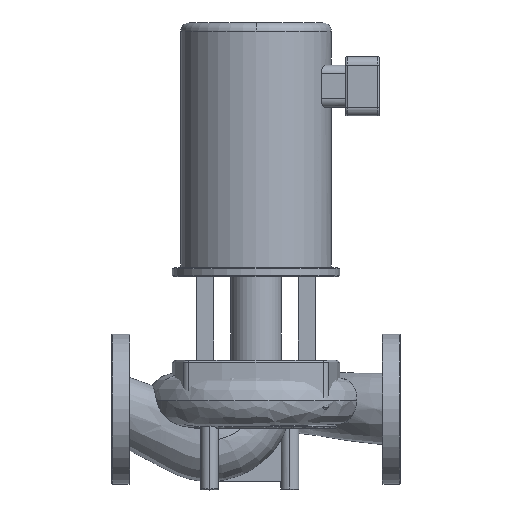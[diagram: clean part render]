
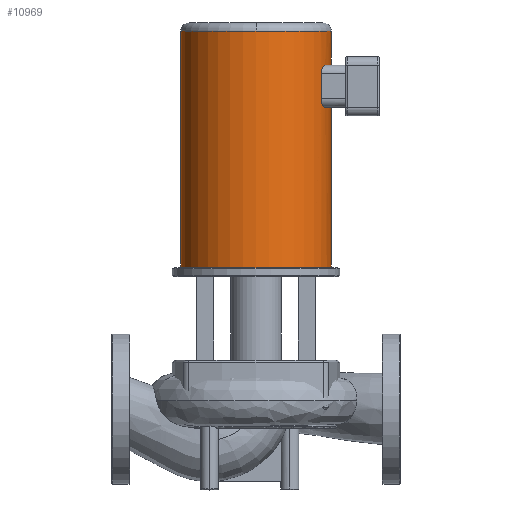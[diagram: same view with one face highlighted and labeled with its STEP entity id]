
A CAD part, top view. The second image highlights one B-rep face of the part: STEP entity #10969.
In plain terms, the highlighted cylindrical face has radius 88.9 mm (diameter 177.8 mm), a partial arc.
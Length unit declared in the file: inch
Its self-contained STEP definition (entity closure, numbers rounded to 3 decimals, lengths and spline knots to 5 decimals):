
#9821=CARTESIAN_POINT('',(10.25,6.58268,0.0));
#9822=VERTEX_POINT('',#9821);
#9823=CARTESIAN_POINT('',(10.25,14.06299,0.0));
#9824=VERTEX_POINT('',#9823);
#9825=CARTESIAN_POINT('',(10.25,6.58268,0.0));
#9826=DIRECTION('',(0.0,1.0,0.0));
#9827=VECTOR('',#9826,7.48031);
#9828=LINE('',#9825,#9827);
#9829=EDGE_CURVE('',#9822,#9824,#9828,.T.);
#9831=CARTESIAN_POINT('',(3.25,6.58268,0.));
#9832=VERTEX_POINT('',#9831);
#9840=CARTESIAN_POINT('',(3.25,17.6063,0.));
#9841=VERTEX_POINT('',#9840);
#9842=CARTESIAN_POINT('',(3.25,6.58268,0.));
#9843=DIRECTION('',(0.0,1.0,0.0));
#9844=VECTOR('',#9843,11.02362);
#9845=LINE('',#9842,#9844);
#9846=EDGE_CURVE('',#9832,#9841,#9845,.T.);
#9857=CARTESIAN_POINT('',(10.25,17.6063,0.));
#9858=VERTEX_POINT('',#9857);
#9866=CARTESIAN_POINT('',(10.25,16.0315,0.0));
#9867=VERTEX_POINT('',#9866);
#9868=CARTESIAN_POINT('',(10.25,16.0315,0.0));
#9869=DIRECTION('',(0.0,1.0,0.0));
#9870=VECTOR('',#9869,1.5748);
#9871=LINE('',#9868,#9870);
#9872=EDGE_CURVE('',#9867,#9858,#9871,.T.);
#9935=CARTESIAN_POINT('',(6.75,17.6063,3.5));
#9936=VERTEX_POINT('',#9935);
#9937=CARTESIAN_POINT('',(6.75,17.6063,0.0));
#9938=DIRECTION('',(0.0,1.0,0.0));
#9939=DIRECTION('',(-1.0,0.0,0.0));
#9940=AXIS2_PLACEMENT_3D('',#9937,#9938,#9939);
#9941=CIRCLE('',#9940,3.5);
#9942=EDGE_CURVE('',#9841,#9936,#9941,.T.);
#10662=CARTESIAN_POINT('',(9.97652,16.0315,1.3563));
#10663=VERTEX_POINT('',#10662);
#10664=CARTESIAN_POINT('',(9.78109,15.6378,1.75));
#10665=VERTEX_POINT('',#10664);
#10666=CARTESIAN_POINT('',(9.79779,15.48887,1.72075));
#10667=CARTESIAN_POINT('',(9.78687,15.53622,1.7401));
#10668=CARTESIAN_POINT('',(9.78109,15.58834,1.75));
#10669=CARTESIAN_POINT('',(9.78109,15.6378,1.75));
#10670=CARTESIAN_POINT('',(9.78109,15.68725,1.75));
#10671=CARTESIAN_POINT('',(9.78687,15.73937,1.7401));
#10672=CARTESIAN_POINT('',(9.80872,15.83407,1.7014));
#10673=CARTESIAN_POINT('',(9.82467,15.87671,1.67265));
#10674=CARTESIAN_POINT('',(9.86069,15.94754,1.60476));
#10675=CARTESIAN_POINT('',(9.88376,15.97916,1.55965));
#10676=CARTESIAN_POINT('',(9.93104,16.02115,1.46082));
#10677=CARTESIAN_POINT('',(9.95518,16.0315,1.40706));
#10678=CARTESIAN_POINT('',(9.99702,16.0315,1.30755));
#10679=CARTESIAN_POINT('',(10.01777,16.02188,1.25476));
#10680=CARTESIAN_POINT('',(10.03581,16.00151,1.20559));
#10681=B_SPLINE_CURVE_WITH_KNOTS('',3,(#10666,#10667,#10668,#10669,#10670,#10671,#10672,#10673,#10674,#10675,#10676,#10677,#10678,#10679,#10680),.UNSPECIFIED.,.F.,.U.,(4,3,2,2,2,2,4),(-0.37685,0.0,0.37685,0.7537,1.17331,1.59292,1.99587),.UNSPECIFIED.);
#10682=EDGE_CURVE('',#10663,#10665,#10681,.F.);
#10706=CARTESIAN_POINT('',(9.78109,14.45669,1.75));
#10707=VERTEX_POINT('',#10706);
#10708=CARTESIAN_POINT('',(9.78109,14.45669,1.75));
#10709=DIRECTION('',(0.0,1.0,0.0));
#10710=VECTOR('',#10709,1.1811);
#10711=LINE('',#10708,#10710);
#10712=EDGE_CURVE('',#10707,#10665,#10711,.T.);
#10768=CARTESIAN_POINT('',(9.97652,14.06299,1.3563));
#10769=VERTEX_POINT('',#10768);
#10770=CARTESIAN_POINT('',(10.03581,14.09298,1.20559));
#10771=CARTESIAN_POINT('',(10.01777,14.07261,1.25476));
#10772=CARTESIAN_POINT('',(9.99702,14.06299,1.30755));
#10773=CARTESIAN_POINT('',(9.95518,14.06299,1.40706));
#10774=CARTESIAN_POINT('',(9.93104,14.07334,1.46082));
#10775=CARTESIAN_POINT('',(9.88376,14.11533,1.55965));
#10776=CARTESIAN_POINT('',(9.86069,14.14695,1.60476));
#10777=CARTESIAN_POINT('',(9.82467,14.21778,1.67265));
#10778=CARTESIAN_POINT('',(9.80872,14.26042,1.7014));
#10779=CARTESIAN_POINT('',(9.78687,14.35512,1.7401));
#10780=CARTESIAN_POINT('',(9.78109,14.40724,1.75));
#10781=CARTESIAN_POINT('',(9.78109,14.45669,1.75));
#10782=CARTESIAN_POINT('',(9.78109,14.50615,1.75));
#10783=CARTESIAN_POINT('',(9.78687,14.55827,1.7401));
#10784=CARTESIAN_POINT('',(9.79779,14.60562,1.72075));
#10785=B_SPLINE_CURVE_WITH_KNOTS('',3,(#10770,#10771,#10772,#10773,#10774,#10775,#10776,#10777,#10778,#10779,#10780,#10781,#10782,#10783,#10784),.UNSPECIFIED.,.F.,.U.,(4,2,2,2,2,3,4),(-1.99587,-1.59292,-1.17331,-0.7537,-0.37685,0.0,0.37685),.UNSPECIFIED.);
#10786=EDGE_CURVE('',#10707,#10769,#10785,.F.);
#10807=CARTESIAN_POINT('',(6.75,14.06299,0.0));
#10808=DIRECTION('',(0.0,-1.0,0.0));
#10809=DIRECTION('',(1.0,0.0,0.0));
#10810=AXIS2_PLACEMENT_3D('',#10807,#10808,#10809);
#10811=CIRCLE('',#10810,3.5);
#10812=EDGE_CURVE('',#9824,#10769,#10811,.T.);
#10890=CARTESIAN_POINT('',(6.75,16.0315,0.0));
#10891=DIRECTION('',(0.0,1.0,0.0));
#10892=DIRECTION('',(1.0,0.0,0.0));
#10893=AXIS2_PLACEMENT_3D('',#10890,#10891,#10892);
#10894=CIRCLE('',#10893,3.5);
#10895=EDGE_CURVE('',#10663,#9867,#10894,.T.);
#10923=CARTESIAN_POINT('',(6.75,17.6063,0.0));
#10924=DIRECTION('',(0.0,1.0,0.0));
#10925=DIRECTION('',(-1.0,0.0,0.0));
#10926=AXIS2_PLACEMENT_3D('',#10923,#10924,#10925);
#10927=CIRCLE('',#10926,3.5);
#10928=EDGE_CURVE('',#9936,#9858,#10927,.T.);
#10945=CARTESIAN_POINT('',(6.75,12.29134,0.0));
#10946=DIRECTION('',(0.,-1.0,0.0));
#10947=DIRECTION('',(1.0,0.0,0.0));
#10948=AXIS2_PLACEMENT_3D('',#10945,#10946,#10947);
#10949=CYLINDRICAL_SURFACE('',#10948,3.5);
#10950=ORIENTED_EDGE('',*,*,#9829,.T.);
#10951=ORIENTED_EDGE('',*,*,#10812,.T.);
#10952=ORIENTED_EDGE('',*,*,#10786,.F.);
#10953=ORIENTED_EDGE('',*,*,#10712,.T.);
#10954=ORIENTED_EDGE('',*,*,#10682,.F.);
#10955=ORIENTED_EDGE('',*,*,#10895,.T.);
#10956=ORIENTED_EDGE('',*,*,#9872,.T.);
#10957=ORIENTED_EDGE('',*,*,#10928,.F.);
#10958=ORIENTED_EDGE('',*,*,#9942,.F.);
#10959=ORIENTED_EDGE('',*,*,#9846,.F.);
#10960=CARTESIAN_POINT('',(6.75,6.58268,0.0));
#10961=DIRECTION('',(0.0,-1.0,0.0));
#10962=DIRECTION('',(1.0,0.0,0.0));
#10963=AXIS2_PLACEMENT_3D('',#10960,#10961,#10962);
#10964=CIRCLE('',#10963,3.5);
#10965=EDGE_CURVE('',#9822,#9832,#10964,.T.);
#10966=ORIENTED_EDGE('',*,*,#10965,.F.);
#10967=EDGE_LOOP('',(#10950,#10951,#10952,#10953,#10954,#10955,#10956,#10957,#10958,#10959,#10966));
#10968=FACE_OUTER_BOUND('',#10967,.T.);
#10969=ADVANCED_FACE('',(#10968),#10949,.T.);
